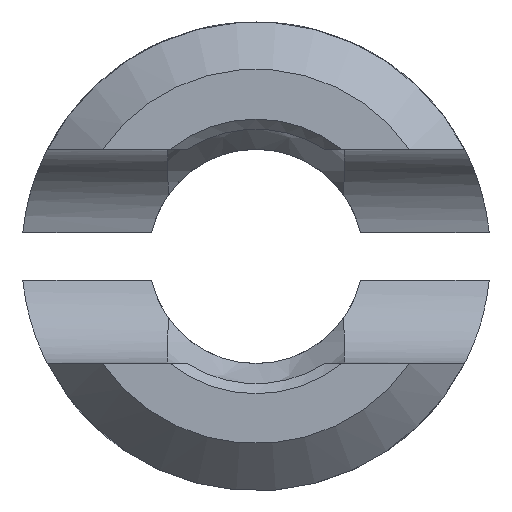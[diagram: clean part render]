
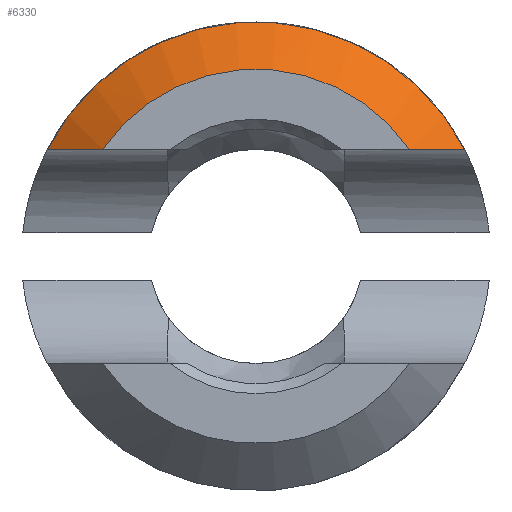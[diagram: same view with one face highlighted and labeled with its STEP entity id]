
A CAD part, front view. The second image highlights one B-rep face of the part: STEP entity #6330.
In plain terms, the highlighted conical face has half-angle 45.2 degrees and reference radius 15.621 mm.
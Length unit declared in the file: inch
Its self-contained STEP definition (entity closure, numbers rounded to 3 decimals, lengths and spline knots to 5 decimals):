
#12 = CARTESIAN_POINT ( 'NONE',  ( 0.54692, -0.05005, 0.28125 ) ) ;
#807 = ORIENTED_EDGE ( 'NONE', *, *, #13609, .T. ) ;
#861 = CARTESIAN_POINT ( 'NONE',  ( 0.4027, -0.173, 0.28125 ) ) ;
#1776 = CARTESIAN_POINT ( 'NONE',  ( -0.54692, -0.05005, 0.28125 ) ) ;
#2070 = DIRECTION ( 'NONE',  ( 0., 1., 0. ) ) ;
#2201 = CARTESIAN_POINT ( 'NONE',  ( -0.4027, -0.173, 0.28125 ) ) ;
#2214 = DIRECTION ( 'NONE',  ( -1., 0., 0. ) ) ;
#2342 = CIRCLE ( 'NONE', #6765, 0.49119 ) ;
#2349 = ORIENTED_EDGE ( 'NONE', *, *, #4489, .F. ) ;
#2792 = EDGE_CURVE ( 'NONE', #3816, #3153, #8412, .T. ) ;
#3153 = VERTEX_POINT ( 'NONE', #6864 ) ;
#3380 = CARTESIAN_POINT ( 'NONE',  ( 0.4027, -0.173, 0.28125 ) ) ;
#3725 = DIRECTION ( 'NONE',  ( -1., 0., 0. ) ) ;
#3816 = VERTEX_POINT ( 'NONE', #1776 ) ;
#4086 = CIRCLE ( 'NONE', #13847, 0.615 ) ;
#4489 = EDGE_CURVE ( 'NONE', #3816, #12111, #4086, .T. ) ;
#5450 = CARTESIAN_POINT ( 'NONE',  ( 0., -0.173, 0. ) ) ;
#5729 = B_SPLINE_CURVE_WITH_KNOTS ( 'NONE', 3,
 ( #3380, #5910, #8057, #12 ),
 .UNSPECIFIED., .F., .F.,
 ( 4, 4 ),
 ( 0., 0.00481 ),
 .UNSPECIFIED. ) ;
#5910 = CARTESIAN_POINT ( 'NONE',  ( 0.4517, -0.13311, 0.28125 ) ) ;
#5955 = ORIENTED_EDGE ( 'NONE', *, *, #2792, .T. ) ;
#6330 = ADVANCED_FACE ( 'NONE', ( #7109 ), #15053, .T. ) ;
#6400 = DIRECTION ( 'NONE',  ( 0., 1., 0. ) ) ;
#6765 = AXIS2_PLACEMENT_3D ( 'NONE', #5450, #2070, #10123 ) ;
#6864 = CARTESIAN_POINT ( 'NONE',  ( -0.4027, -0.173, 0.28125 ) ) ;
#7109 = FACE_OUTER_BOUND ( 'NONE', #11983, .T. ) ;
#8057 = CARTESIAN_POINT ( 'NONE',  ( 0.49956, -0.09188, 0.28125 ) ) ;
#8412 = B_SPLINE_CURVE_WITH_KNOTS ( 'NONE', 3,
 ( #12817, #11615, #13964, #2201 ),
 .UNSPECIFIED., .F., .F.,
 ( 4, 4 ),
 ( 0., 0.00481 ),
 .UNSPECIFIED. ) ;
#8696 = CARTESIAN_POINT ( 'NONE',  ( 0.54692, -0.05005, 0.28125 ) ) ;
#9334 = CARTESIAN_POINT ( 'NONE',  ( 0., -0.05005, 0. ) ) ;
#10123 = DIRECTION ( 'NONE',  ( -1., 0., 0. ) ) ;
#11445 = EDGE_CURVE ( 'NONE', #3153, #12568, #2342, .T. ) ;
#11615 = CARTESIAN_POINT ( 'NONE',  ( -0.49956, -0.09188, 0.28125 ) ) ;
#11983 = EDGE_LOOP ( 'NONE', ( #5955, #14082, #807, #2349 ) ) ;
#12111 = VERTEX_POINT ( 'NONE', #8696 ) ;
#12361 = AXIS2_PLACEMENT_3D ( 'NONE', #9334, #14048, #2214 ) ;
#12568 = VERTEX_POINT ( 'NONE', #861 ) ;
#12817 = CARTESIAN_POINT ( 'NONE',  ( -0.54692, -0.05005, 0.28125 ) ) ;
#13271 = CARTESIAN_POINT ( 'NONE',  ( 0., -0.05005, 0. ) ) ;
#13609 = EDGE_CURVE ( 'NONE', #12568, #12111, #5729, .T. ) ;
#13847 = AXIS2_PLACEMENT_3D ( 'NONE', #13271, #6400, #3725 ) ;
#13964 = CARTESIAN_POINT ( 'NONE',  ( -0.4517, -0.13311, 0.28125 ) ) ;
#14048 = DIRECTION ( 'NONE',  ( 0., 1., 0. ) ) ;
#14082 = ORIENTED_EDGE ( 'NONE', *, *, #11445, .T. ) ;
#15053 = CONICAL_SURFACE ( 'NONE', #12361, 0.615, 0.789 ) ;
